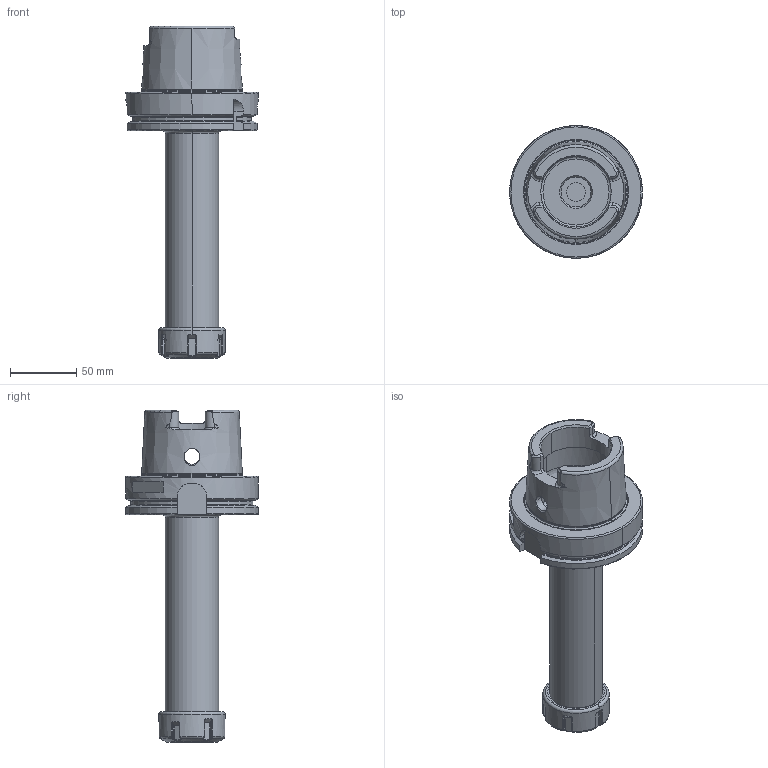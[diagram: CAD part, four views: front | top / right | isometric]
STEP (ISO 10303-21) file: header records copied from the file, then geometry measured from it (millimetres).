
FILE_DESCRIPTION((''),'2;1');
FILE_NAME('A100_02_20_3','2021-04-06T',('103090'),(''),'CREO PARAMETRIC BY PTC INC, 2016260','CREO PARAMETRIC BY PTC INC, 2016260','');
FILE_SCHEMA(('CONFIG_CONTROL_DESIGN'));
Length unit declared in the file: millimetre
Products named in the file (1): A100_02_20_3
Bounding box: 100 x 100 x 250 mm (x, y, z)
Volume: 428573.6 mm3; surface area: 83992 mm2
Topology: 1 solids, 1 shells, 366 faces, 893 edges, 537 vertices
Faces by surface type: plane 99, cylinder 88, bspline 72, torus 57, cone 38, sphere 12
Entity records: 14274 total; most frequent: CARTESIAN_POINT 6249, ORIENTED_EDGE 1782, DIRECTION 1482, EDGE_CURVE 891, AXIS2_PLACEMENT_3D 574, VERTEX_POINT 537, EDGE_LOOP 380, FACE_OUTER_BOUND 366
